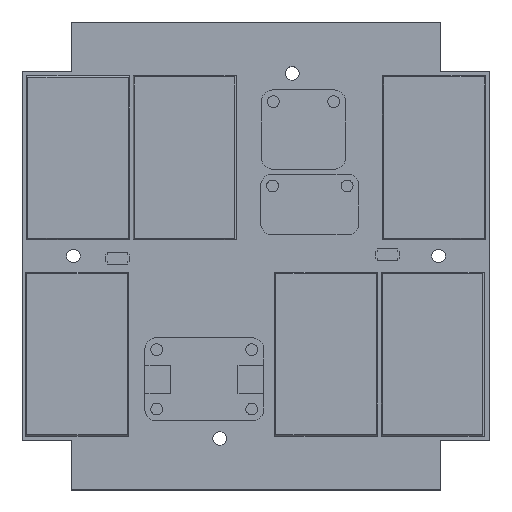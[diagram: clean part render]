
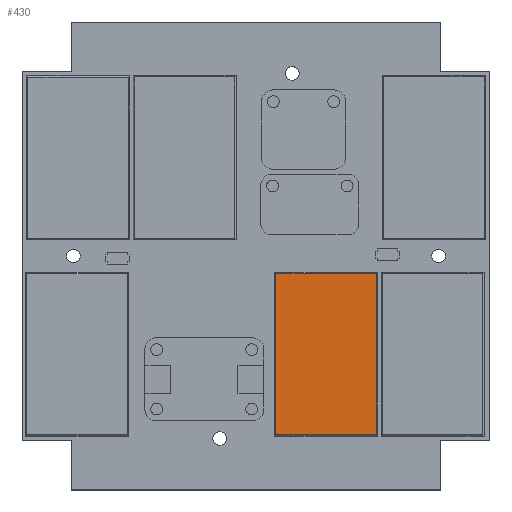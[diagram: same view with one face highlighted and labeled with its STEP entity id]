
A CAD part, top view. The second image highlights one B-rep face of the part: STEP entity #430.
In plain terms, the highlighted face is planar.
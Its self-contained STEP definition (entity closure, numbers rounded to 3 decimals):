
#184 = PLANE('',#185);
#185 = AXIS2_PLACEMENT_3D('',#186,#187,#188);
#186 = CARTESIAN_POINT('',(0.25,1.2,0.));
#187 = DIRECTION('',(0.707,-0.707,0.));
#188 = DIRECTION('',(0.,0.,1.));
#265 = PLANE('',#266);
#266 = AXIS2_PLACEMENT_3D('',#267,#268,#269);
#267 = CARTESIAN_POINT('',(0.,1.2,-0.25));
#268 = DIRECTION('',(0.,-0.707,-0.707));
#269 = DIRECTION('',(1.,0.,0.));
#346 = PLANE('',#347);
#347 = AXIS2_PLACEMENT_3D('',#348,#349,#350);
#348 = CARTESIAN_POINT('',(21.75,1.2,0.));
#349 = DIRECTION('',(-0.707,-0.707,0.
    ));
#350 = DIRECTION('',(0.,0.,-1.));
#397 = PLANE('',#398);
#398 = AXIS2_PLACEMENT_3D('',#399,#400,#401);
#399 = CARTESIAN_POINT('',(0.,1.2,-34.75));
#400 = DIRECTION('',(0.,-0.707,0.707));
#401 = DIRECTION('',(-1.,0.,0.));
#430 = ADVANCED_FACE('',(#431),#445,.F.);
#431 = FACE_BOUND('',#432,.F.);
#432 = EDGE_LOOP('',(#433,#463,#486,#509));
#433 = ORIENTED_EDGE('',*,*,#434,.F.);
#434 = EDGE_CURVE('',#435,#437,#439,.T.);
#435 = VERTEX_POINT('',#436);
#436 = CARTESIAN_POINT('',(0.25,1.2,-34.75));
#437 = VERTEX_POINT('',#438);
#438 = CARTESIAN_POINT('',(0.25,1.2,-0.25));
#439 = SURFACE_CURVE('',#440,(#444,#456),.PCURVE_S1.);
#440 = LINE('',#441,#442);
#441 = CARTESIAN_POINT('',(0.25,1.2,0.));
#442 = VECTOR('',#443,1.);
#443 = DIRECTION('',(0.,0.,1.));
#444 = PCURVE('',#445,#450);
#445 = PLANE('',#446);
#446 = AXIS2_PLACEMENT_3D('',#447,#448,#449);
#447 = CARTESIAN_POINT('',(0.,1.2,0.));
#448 = DIRECTION('',(0.,-1.,0.));
#449 = DIRECTION('',(0.,0.,-1.));
#450 = DEFINITIONAL_REPRESENTATION('',(#451),#455);
#451 = LINE('',#452,#453);
#452 = CARTESIAN_POINT('',(0.,0.25));
#453 = VECTOR('',#454,1.);
#454 = DIRECTION('',(-1.,0.));
#455 = ( GEOMETRIC_REPRESENTATION_CONTEXT(2) 
PARAMETRIC_REPRESENTATION_CONTEXT() REPRESENTATION_CONTEXT('2D SPACE',''
  ) );
#456 = PCURVE('',#184,#457);
#457 = DEFINITIONAL_REPRESENTATION('',(#458),#462);
#458 = LINE('',#459,#460);
#459 = CARTESIAN_POINT('',(0.,0.));
#460 = VECTOR('',#461,1.);
#461 = DIRECTION('',(1.,0.));
#462 = ( GEOMETRIC_REPRESENTATION_CONTEXT(2) 
PARAMETRIC_REPRESENTATION_CONTEXT() REPRESENTATION_CONTEXT('2D SPACE',''
  ) );
#463 = ORIENTED_EDGE('',*,*,#464,.F.);
#464 = EDGE_CURVE('',#465,#435,#467,.T.);
#465 = VERTEX_POINT('',#466);
#466 = CARTESIAN_POINT('',(21.75,1.2,-34.75));
#467 = SURFACE_CURVE('',#468,(#472,#479),.PCURVE_S1.);
#468 = LINE('',#469,#470);
#469 = CARTESIAN_POINT('',(0.,1.2,-34.75));
#470 = VECTOR('',#471,1.);
#471 = DIRECTION('',(-1.,0.,0.));
#472 = PCURVE('',#445,#473);
#473 = DEFINITIONAL_REPRESENTATION('',(#474),#478);
#474 = LINE('',#475,#476);
#475 = CARTESIAN_POINT('',(34.75,0.));
#476 = VECTOR('',#477,1.);
#477 = DIRECTION('',(0.,-1.));
#478 = ( GEOMETRIC_REPRESENTATION_CONTEXT(2) 
PARAMETRIC_REPRESENTATION_CONTEXT() REPRESENTATION_CONTEXT('2D SPACE',''
  ) );
#479 = PCURVE('',#397,#480);
#480 = DEFINITIONAL_REPRESENTATION('',(#481),#485);
#481 = LINE('',#482,#483);
#482 = CARTESIAN_POINT('',(0.,0.));
#483 = VECTOR('',#484,1.);
#484 = DIRECTION('',(1.,0.));
#485 = ( GEOMETRIC_REPRESENTATION_CONTEXT(2) 
PARAMETRIC_REPRESENTATION_CONTEXT() REPRESENTATION_CONTEXT('2D SPACE',''
  ) );
#486 = ORIENTED_EDGE('',*,*,#487,.F.);
#487 = EDGE_CURVE('',#488,#465,#490,.T.);
#488 = VERTEX_POINT('',#489);
#489 = CARTESIAN_POINT('',(21.75,1.2,-0.25));
#490 = SURFACE_CURVE('',#491,(#495,#502),.PCURVE_S1.);
#491 = LINE('',#492,#493);
#492 = CARTESIAN_POINT('',(21.75,1.2,0.));
#493 = VECTOR('',#494,1.);
#494 = DIRECTION('',(0.,0.,-1.));
#495 = PCURVE('',#445,#496);
#496 = DEFINITIONAL_REPRESENTATION('',(#497),#501);
#497 = LINE('',#498,#499);
#498 = CARTESIAN_POINT('',(0.,21.75));
#499 = VECTOR('',#500,1.);
#500 = DIRECTION('',(1.,0.));
#501 = ( GEOMETRIC_REPRESENTATION_CONTEXT(2) 
PARAMETRIC_REPRESENTATION_CONTEXT() REPRESENTATION_CONTEXT('2D SPACE',''
  ) );
#502 = PCURVE('',#346,#503);
#503 = DEFINITIONAL_REPRESENTATION('',(#504),#508);
#504 = LINE('',#505,#506);
#505 = CARTESIAN_POINT('',(0.,0.));
#506 = VECTOR('',#507,1.);
#507 = DIRECTION('',(1.,0.));
#508 = ( GEOMETRIC_REPRESENTATION_CONTEXT(2) 
PARAMETRIC_REPRESENTATION_CONTEXT() REPRESENTATION_CONTEXT('2D SPACE',''
  ) );
#509 = ORIENTED_EDGE('',*,*,#510,.F.);
#510 = EDGE_CURVE('',#437,#488,#511,.T.);
#511 = SURFACE_CURVE('',#512,(#516,#523),.PCURVE_S1.);
#512 = LINE('',#513,#514);
#513 = CARTESIAN_POINT('',(0.,1.2,-0.25));
#514 = VECTOR('',#515,1.);
#515 = DIRECTION('',(1.,0.,0.));
#516 = PCURVE('',#445,#517);
#517 = DEFINITIONAL_REPRESENTATION('',(#518),#522);
#518 = LINE('',#519,#520);
#519 = CARTESIAN_POINT('',(0.25,0.));
#520 = VECTOR('',#521,1.);
#521 = DIRECTION('',(0.,1.));
#522 = ( GEOMETRIC_REPRESENTATION_CONTEXT(2) 
PARAMETRIC_REPRESENTATION_CONTEXT() REPRESENTATION_CONTEXT('2D SPACE',''
  ) );
#523 = PCURVE('',#265,#524);
#524 = DEFINITIONAL_REPRESENTATION('',(#525),#529);
#525 = LINE('',#526,#527);
#526 = CARTESIAN_POINT('',(0.,0.));
#527 = VECTOR('',#528,1.);
#528 = DIRECTION('',(1.,0.));
#529 = ( GEOMETRIC_REPRESENTATION_CONTEXT(2) 
PARAMETRIC_REPRESENTATION_CONTEXT() REPRESENTATION_CONTEXT('2D SPACE',''
  ) );
